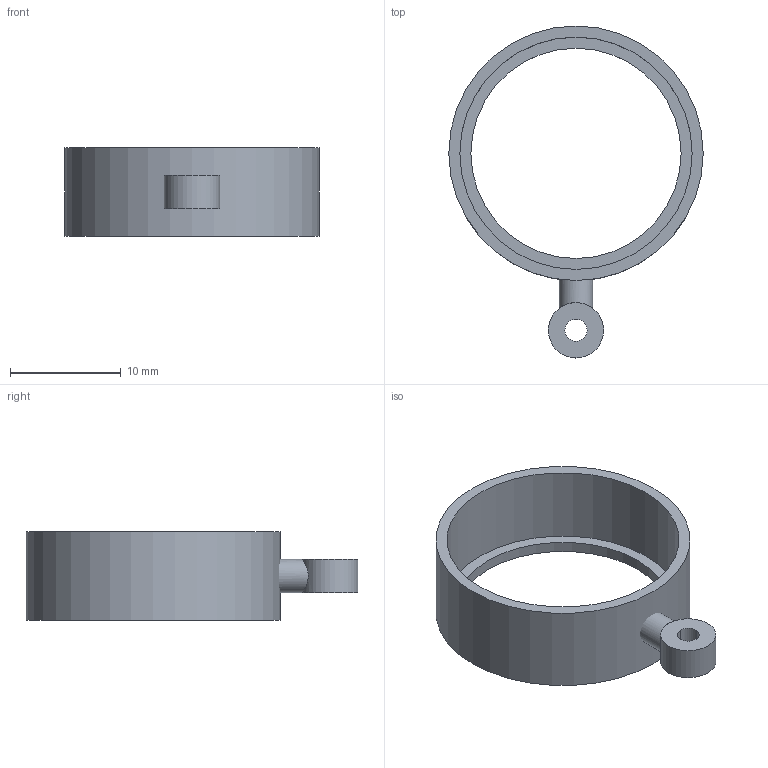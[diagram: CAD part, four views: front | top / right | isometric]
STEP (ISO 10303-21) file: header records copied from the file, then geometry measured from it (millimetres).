
FILE_DESCRIPTION(('FreeCAD Model'),'2;1');
FILE_NAME('case.stp','2021-06-10T17:00:37',( 'Author'),(''),'Open CASCADE STEP processor 7.3','FreeCAD','Unknown' );
FILE_SCHEMA(('AUTOMOTIVE_DESIGN { 1 0 10303 214 1 1 1 1 }'));
Length unit declared in the file: millimetre
Products named in the file (2): Matrix_Union; difference
Bounding box: 23 x 30 x 8 mm (x, y, z)
Volume: 683.7 mm3; surface area: 1487.9 mm2
Topology: 2 solids, 2 shells, 14 faces, 25 edges, 16 vertices
Faces by surface type: cylinder 8, plane 6
Full cylindrical faces by diameter (mm): 3 x1, 19 x1, 21 x1, 23 x1
Entity records: 1653 total; most frequent: CARTESIAN_POINT 981, DIRECTION 109, ORIENTED_EDGE 50, PCURVE 50, DEFINITIONAL_REPRESENTATION 50, LINE 34, VECTOR 34, AXIS2_PLACEMENT_3D 30
